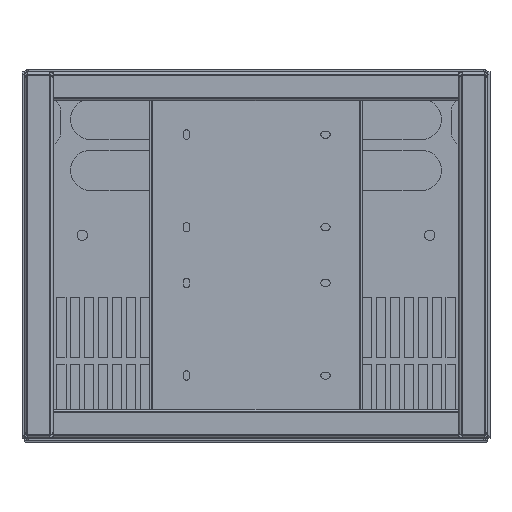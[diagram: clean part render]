
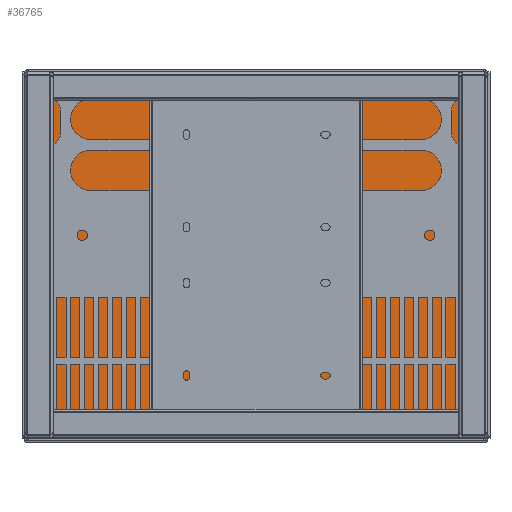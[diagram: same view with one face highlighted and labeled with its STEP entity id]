
A CAD part, top view. The second image highlights one B-rep face of the part: STEP entity #36765.
In plain terms, the highlighted planar face has unit normal (0, 0, 1).
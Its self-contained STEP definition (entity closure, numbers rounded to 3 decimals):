
#276 = ORIENTED_EDGE ( 'NONE', *, *, #160957, .F. ) ;
#858 = LINE ( 'NONE', #92840, #44042 ) ;
#1578 = CARTESIAN_POINT ( 'NONE',  ( 198., 18.636, 338. ) ) ;
#2748 = EDGE_CURVE ( 'NONE', #143040, #60205, #48316, .T. ) ;
#5635 = CARTESIAN_POINT ( 'NONE',  ( -198., 318.5, 338. ) ) ;
#6236 = EDGE_CURVE ( 'NONE', #115719, #9804, #32817, .T. ) ;
#7772 = PLANE ( 'NONE',  #168130 ) ;
#9804 = VERTEX_POINT ( 'NONE', #47942 ) ;
#11352 = LINE ( 'NONE', #52935, #11437 ) ;
#11437 = VECTOR ( 'NONE', #145891, 1000. ) ;
#12320 = EDGE_LOOP ( 'NONE', ( #46864, #83694, #135129, #14148 ) ) ;
#13924 = ORIENTED_EDGE ( 'NONE', *, *, #164401, .T. ) ;
#14148 = ORIENTED_EDGE ( 'NONE', *, *, #192526, .T. ) ;
#14489 = EDGE_CURVE ( 'NONE', #25040, #123799, #137124, .T. ) ;
#15397 = VERTEX_POINT ( 'NONE', #95562 ) ;
#17664 = DIRECTION ( 'NONE',  ( -1., 0., 0. ) ) ;
#21352 = LINE ( 'NONE', #171748, #38199 ) ;
#24545 = DIRECTION ( 'NONE',  ( 0., 0., -1. ) ) ;
#25040 = VERTEX_POINT ( 'NONE', #29773 ) ;
#26635 = EDGE_CURVE ( 'NONE', #123799, #96899, #11352, .T. ) ;
#26647 = CARTESIAN_POINT ( 'NONE',  ( 197., 1.5, 338. ) ) ;
#26990 = CARTESIAN_POINT ( 'NONE',  ( 196.5, 302.99, 338. ) ) ;
#29773 = CARTESIAN_POINT ( 'NONE',  ( 198., 300.5, 338. ) ) ;
#30860 = CARTESIAN_POINT ( 'NONE',  ( -197., 300.5, 338. ) ) ;
#31319 = VECTOR ( 'NONE', #47677, 1000. ) ;
#32817 = LINE ( 'NONE', #30860, #95632 ) ;
#33591 = ORIENTED_EDGE ( 'NONE', *, *, #14489, .T. ) ;
#33815 = CARTESIAN_POINT ( 'NONE',  ( -196.5, 302.99, 338. ) ) ;
#36765 = ADVANCED_FACE ( 'NONE', ( #82952, #189778 ), #7772, .F. ) ;
#37170 = DIRECTION ( 'NONE',  ( 0., -1., 0. ) ) ;
#38199 = VECTOR ( 'NONE', #37170, 1000. ) ;
#40375 = DIRECTION ( 'NONE',  ( 0., 1., 0. ) ) ;
#42479 = LINE ( 'NONE', #26647, #139301 ) ;
#44042 = VECTOR ( 'NONE', #153207, 1000. ) ;
#46864 = ORIENTED_EDGE ( 'NONE', *, *, #71204, .T. ) ;
#47677 = DIRECTION ( 'NONE',  ( 0., 1., 0. ) ) ;
#47942 = CARTESIAN_POINT ( 'NONE',  ( -198., 300.5, 338. ) ) ;
#48316 = LINE ( 'NONE', #78013, #170168 ) ;
#52935 = CARTESIAN_POINT ( 'NONE',  ( 196.5, 318.5, 338. ) ) ;
#56998 = ORIENTED_EDGE ( 'NONE', *, *, #170065, .T. ) ;
#58026 = CARTESIAN_POINT ( 'NONE',  ( 197., 18.636, 338. ) ) ;
#60205 = VERTEX_POINT ( 'NONE', #106596 ) ;
#67135 = VECTOR ( 'NONE', #131871, 1000. ) ;
#71204 = EDGE_CURVE ( 'NONE', #192580, #15397, #142309, .T. ) ;
#71253 = VECTOR ( 'NONE', #195761, 1000. ) ;
#71559 = CARTESIAN_POINT ( 'NONE',  ( 196.5, 302.002, 338. ) ) ;
#72999 = ORIENTED_EDGE ( 'NONE', *, *, #26635, .T. ) ;
#74790 = VECTOR ( 'NONE', #170637, 1000. ) ;
#78013 = CARTESIAN_POINT ( 'NONE',  ( -198., 18.636, 338. ) ) ;
#80756 = EDGE_CURVE ( 'NONE', #15397, #96374, #192231, .T. ) ;
#82952 = FACE_BOUND ( 'NONE', #12320, .T. ) ;
#83694 = ORIENTED_EDGE ( 'NONE', *, *, #80756, .T. ) ;
#83783 = CARTESIAN_POINT ( 'NONE',  ( -196.5, 302.002, 338. ) ) ;
#88117 = ORIENTED_EDGE ( 'NONE', *, *, #131839, .T. ) ;
#89258 = DIRECTION ( 'NONE',  ( -1., 0., 0. ) ) ;
#92840 = CARTESIAN_POINT ( 'NONE',  ( -198., 18.636, 338. ) ) ;
#93515 = VERTEX_POINT ( 'NONE', #83783 ) ;
#94555 = EDGE_LOOP ( 'NONE', ( #33591, #72999, #276, #156040, #13924, #131656, #88117, #56998 ) ) ;
#95562 = CARTESIAN_POINT ( 'NONE',  ( 196.5, 303.57, 338. ) ) ;
#95632 = VECTOR ( 'NONE', #89258, 1000. ) ;
#96374 = VERTEX_POINT ( 'NONE', #71559 ) ;
#96899 = VERTEX_POINT ( 'NONE', #5635 ) ;
#97328 = EDGE_CURVE ( 'NONE', #93515, #96374, #138042, .T. ) ;
#99555 = CARTESIAN_POINT ( 'NONE',  ( -197., 300.5, 338. ) ) ;
#103405 = CARTESIAN_POINT ( 'NONE',  ( 197., 300.5, 338. ) ) ;
#104734 = LINE ( 'NONE', #135419, #71253 ) ;
#106596 = CARTESIAN_POINT ( 'NONE',  ( -197., 18.636, 338. ) ) ;
#115719 = VERTEX_POINT ( 'NONE', #99555 ) ;
#120580 = VECTOR ( 'NONE', #123253, 1000. ) ;
#121906 = LINE ( 'NONE', #33815, #31319 ) ;
#122199 = CARTESIAN_POINT ( 'NONE',  ( -196.5, 302.002, 338. ) ) ;
#122279 = CARTESIAN_POINT ( 'NONE',  ( -196.5, 303.57, 338. ) ) ;
#123253 = DIRECTION ( 'NONE',  ( 1., 0., 0. ) ) ;
#123799 = VERTEX_POINT ( 'NONE', #148257 ) ;
#131656 = ORIENTED_EDGE ( 'NONE', *, *, #2748, .F. ) ;
#131839 = EDGE_CURVE ( 'NONE', #143040, #187442, #42479, .T. ) ;
#131871 = DIRECTION ( 'NONE',  ( 0., -1., 0. ) ) ;
#135129 = ORIENTED_EDGE ( 'NONE', *, *, #97328, .F. ) ;
#135419 = CARTESIAN_POINT ( 'NONE',  ( 197., 300.5, 338. ) ) ;
#137124 = LINE ( 'NONE', #1578, #159383 ) ;
#138042 = LINE ( 'NONE', #122199, #74790 ) ;
#139301 = VECTOR ( 'NONE', #149287, 1000. ) ;
#142309 = LINE ( 'NONE', #122279, #120580 ) ;
#143040 = VERTEX_POINT ( 'NONE', #58026 ) ;
#145891 = DIRECTION ( 'NONE',  ( -1., 0., 0. ) ) ;
#148257 = CARTESIAN_POINT ( 'NONE',  ( 198., 318.5, 338. ) ) ;
#149287 = DIRECTION ( 'NONE',  ( 0., 1., 0. ) ) ;
#152938 = CARTESIAN_POINT ( 'NONE',  ( -196.5, 303.57, 338. ) ) ;
#153207 = DIRECTION ( 'NONE',  ( 0., 1., 0. ) ) ;
#156040 = ORIENTED_EDGE ( 'NONE', *, *, #6236, .F. ) ;
#159383 = VECTOR ( 'NONE', #183587, 1000. ) ;
#160957 = EDGE_CURVE ( 'NONE', #9804, #96899, #858, .T. ) ;
#164401 = EDGE_CURVE ( 'NONE', #115719, #60205, #21352, .T. ) ;
#168130 = AXIS2_PLACEMENT_3D ( 'NONE', #192721, #24545, #40375 ) ;
#170065 = EDGE_CURVE ( 'NONE', #187442, #25040, #104734, .T. ) ;
#170168 = VECTOR ( 'NONE', #17664, 1000. ) ;
#170637 = DIRECTION ( 'NONE',  ( 1., 0., 0. ) ) ;
#171748 = CARTESIAN_POINT ( 'NONE',  ( -197., 300.5, 338. ) ) ;
#183587 = DIRECTION ( 'NONE',  ( 0., 1., 0. ) ) ;
#187442 = VERTEX_POINT ( 'NONE', #103405 ) ;
#189778 = FACE_OUTER_BOUND ( 'NONE', #94555, .T. ) ;
#192231 = LINE ( 'NONE', #26990, #67135 ) ;
#192526 = EDGE_CURVE ( 'NONE', #93515, #192580, #121906, .T. ) ;
#192580 = VERTEX_POINT ( 'NONE', #152938 ) ;
#192721 = CARTESIAN_POINT ( 'NONE',  ( -196.5, 303.57, 338. ) ) ;
#195761 = DIRECTION ( 'NONE',  ( 1., 0., 0. ) ) ;
